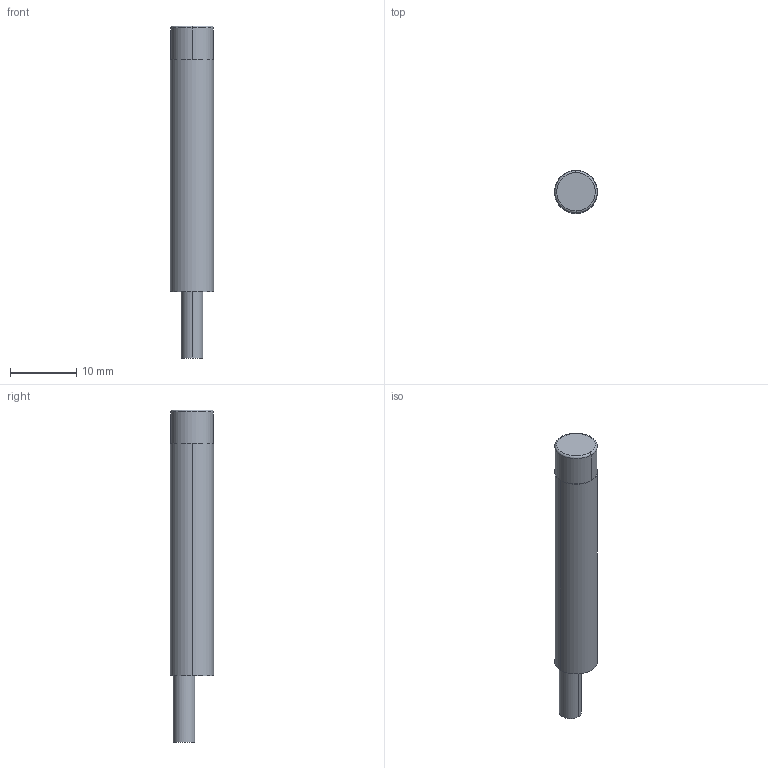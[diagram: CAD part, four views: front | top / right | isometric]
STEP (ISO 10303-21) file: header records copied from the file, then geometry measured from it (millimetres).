
FILE_DESCRIPTION((''),'2;1');
FILE_NAME('DM_CAD-6140_03ADQ3_01_SW0001','2018-10-30T',('creinig-se'),(''),'PRO/ENGINEER BY PARAMETRIC TECHNOLOGY CORPORATION, 2015440','PRO/ENGINEER BY PARAMETRIC TECHNOLOGY CORPORATION, 2015440','');
FILE_SCHEMA(('CONFIG_CONTROL_DESIGN'));
Length unit declared in the file: millimetre
Products named in the file (1): DM_CAD-6140_03ADQ3_01_SW0001
Bounding box: 6.5 x 6.5 x 50 mm (x, y, z)
Volume: 1407.4 mm3; surface area: 982.7 mm2
Topology: 1 solids, 1 shells, 12 faces, 72 edges, 114 vertices
Faces by surface type: cylinder 6, plane 4, torus 2
Entity records: 898 total; most frequent: DIRECTION 130, CARTESIAN_POINT 99, PRESENTATION_STYLE_ASSIGNMENT 63, STYLED_ITEM 63, CURVE_STYLE 51, TRIMMED_CURVE 50, AXIS2_PLACEMENT_3D 45, ORIENTED_EDGE 44
